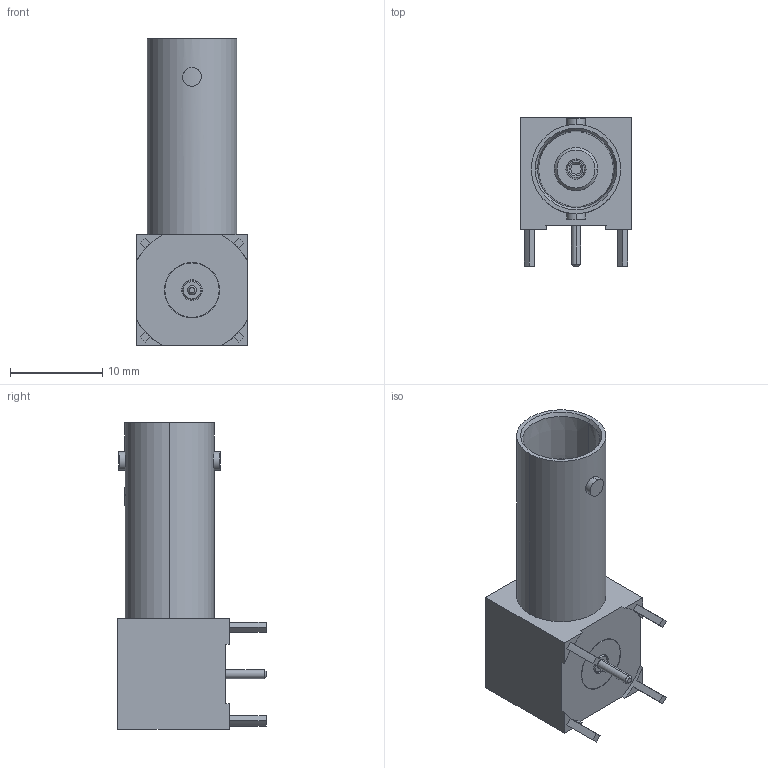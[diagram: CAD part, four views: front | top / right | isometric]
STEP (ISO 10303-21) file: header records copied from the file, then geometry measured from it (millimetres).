
FILE_DESCRIPTION (( 'STEP AP214' ), '1' );
FILE_NAME ('J01003A0030.STEP', '2013-02-04T13:13:03', ( 'Wartung1' ), ( '' ), 'SwSTEP 2.0', 'SolidWorks 2012', '' );
FILE_SCHEMA (( 'AUTOMOTIVE_DESIGN' ));
Length unit declared in the file: millimetre
Products named in the file (1): J01003A0030
Bounding box: 12 x 16.1 x 33.3 mm (x, y, z)
Volume: 2901.9 mm3; surface area: 1889.3 mm2
Topology: 1 solids, 3 shells, 313 faces, 996 edges, 661 vertices
Faces by surface type: plane 148, cone 85, cylinder 80
Entity records: 14758 total; most frequent: CARTESIAN_POINT 3033, ORIENTED_EDGE 1992, DIRECTION 1601, EDGE_CURVE 996, VERTEX_POINT 661, AXIS2_PLACEMENT_3D 589, LINE 423, VECTOR 423
